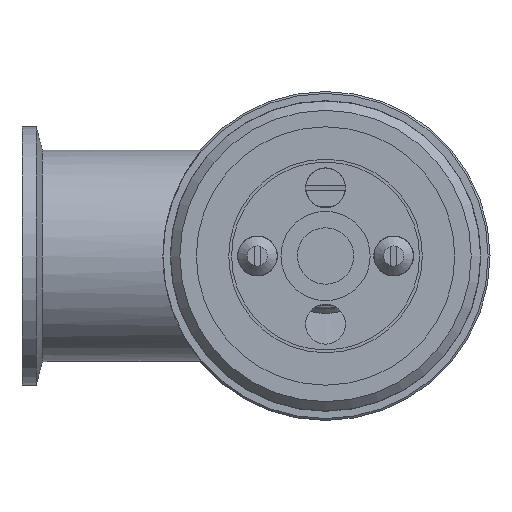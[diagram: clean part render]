
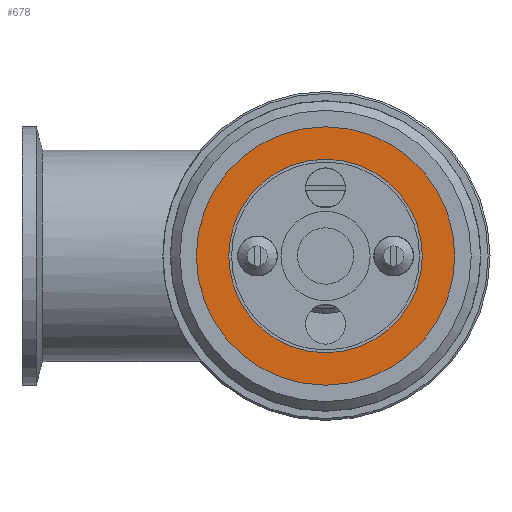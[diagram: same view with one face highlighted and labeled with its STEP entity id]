
A CAD part, front view. The second image highlights one B-rep face of the part: STEP entity #678.
In plain terms, the highlighted planar face has unit normal (0, -1, 0).
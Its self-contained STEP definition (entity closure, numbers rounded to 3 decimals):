
#678=ADVANCED_FACE('',(#3758,#3760),#3762,.T.);
#3758=FACE_BOUND('',#3759,.T.);
#3759=EDGE_LOOP('',(#4223));
#3760=FACE_BOUND('',#3761,.T.);
#3761=EDGE_LOOP('',(#4224));
#3762=PLANE('',#3763);
#3763=AXIS2_PLACEMENT_3D('',#3764,#3765,#3766);
#3764=CARTESIAN_POINT('',(0.,-40.,0.));
#3765=DIRECTION('',(0.,-1.,0.));
#3766=DIRECTION('',(1.,0.,0.));
#4223=ORIENTED_EDGE('',*,*,#4420,.T.);
#4224=ORIENTED_EDGE('',*,*,#4419,.F.);
#4419=EDGE_CURVE('',#4691,#4691,#4692,.T.);
#4420=EDGE_CURVE('',#4693,#4693,#4694,.T.);
#4691=VERTEX_POINT('',#7290);
#4692=CIRCLE('',#7291,20.6);
#4693=VERTEX_POINT('',#7295);
#4694=CIRCLE('',#7296,27.5);
#7290=CARTESIAN_POINT('',(20.6,-40.,0.));
#7291=AXIS2_PLACEMENT_3D('',#7292,#7293,#7294);
#7292=CARTESIAN_POINT('',(0.,-40.,0.));
#7293=DIRECTION('',(0.,-1.,0.));
#7294=DIRECTION('',(1.,0.,0.));
#7295=CARTESIAN_POINT('',(27.5,-40.,0.));
#7296=AXIS2_PLACEMENT_3D('',#7297,#7298,#7299);
#7297=CARTESIAN_POINT('',(0.,-40.,0.));
#7298=DIRECTION('',(0.,-1.,0.));
#7299=DIRECTION('',(1.,0.,0.));
